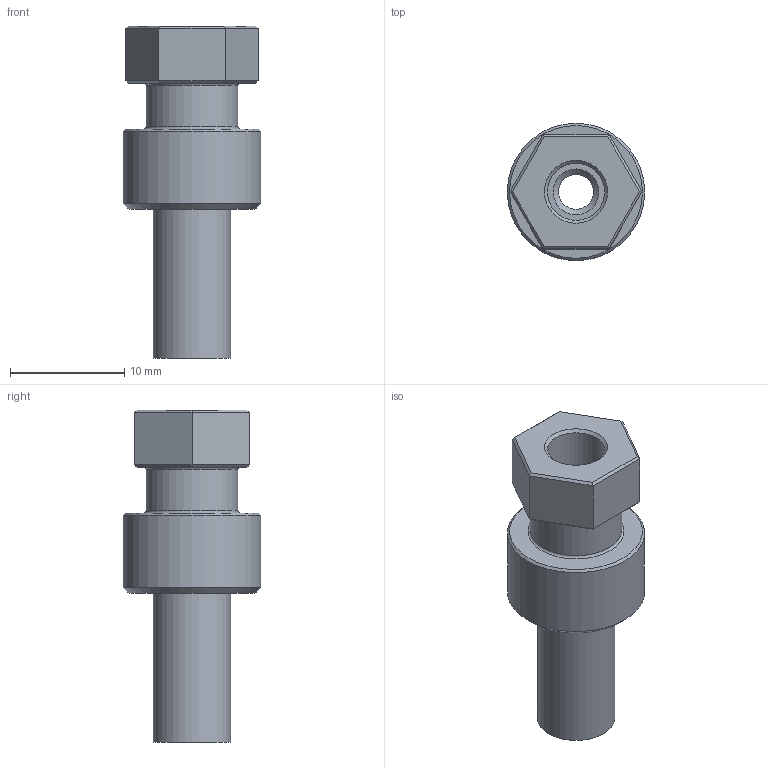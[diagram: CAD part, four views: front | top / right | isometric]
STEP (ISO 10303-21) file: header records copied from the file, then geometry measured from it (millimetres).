
FILE_DESCRIPTION((''),'1');
FILE_NAME('SolidModel-Fig-4 ISO 594-1.stp', '2015-10-22T04:51:13',(''), (''), 'KCM Version 1.1.477.0', 'Kubotek KeyCreator', '');
FILE_SCHEMA(('AUTOMOTIVE_DESIGN'));
Length unit declared in the file: millimetre
Bounding box: 12 x 12 x 29 mm (x, y, z)
Volume: 1520.9 mm3; surface area: 1417.4 mm2
Topology: 1 solids, 1 shells, 36 faces, 72 edges, 42 vertices
Faces by surface type: plane 24, cylinder 5, cone 5, torus 2
Full cylindrical faces by diameter (mm): 4 x1, 5 x1, 6.76 x1, 8 x1, 12 x1
Entity records: 935 total; most frequent: DIRECTION 164, CARTESIAN_POINT 150, ORIENTED_EDGE 144, EDGE_CURVE 72, AXIS2_PLACEMENT_3D 56, VECTOR 52, LINE 52, VERTEX_POINT 42
